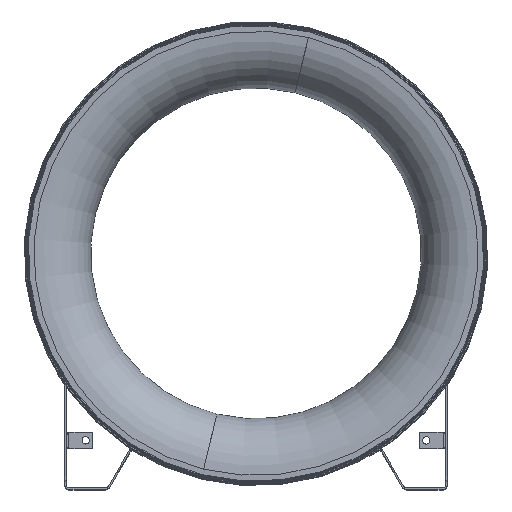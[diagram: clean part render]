
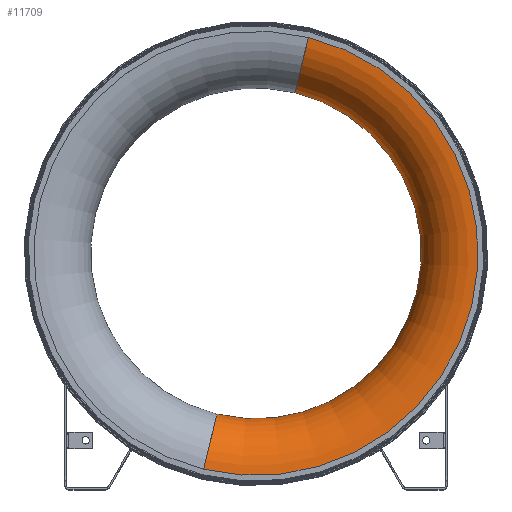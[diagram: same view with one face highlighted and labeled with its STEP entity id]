
A CAD part, top view. The second image highlights one B-rep face of the part: STEP entity #11709.
In plain terms, the highlighted toroidal (fillet/blend) face has major radius 272 mm and minor radius 69.5 mm.
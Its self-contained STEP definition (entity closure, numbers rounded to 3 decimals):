
#801 = EDGE_CURVE ( 'NONE', #6765, #1253, #18086, .T. ) ;
#926 = DIRECTION ( 'NONE',  ( 0.972, -0.236, 0. ) ) ;
#1013 = DIRECTION ( 'NONE',  ( -0.236, -0.972, 0. ) ) ;
#1253 = VERTEX_POINT ( 'NONE', #9019 ) ;
#1682 = CIRCLE ( 'NONE', #14627, 69.5 ) ;
#2448 = CARTESIAN_POINT ( 'NONE',  ( 0., 289., 199. ) ) ;
#2713 = DIRECTION ( 'NONE',  ( -0.236, -0.972, 0. ) ) ;
#2886 = ORIENTED_EDGE ( 'NONE', *, *, #18249, .F. ) ;
#4104 = DIRECTION ( 'NONE',  ( -0.972, 0.236, 0. ) ) ;
#4222 = CARTESIAN_POINT ( 'NONE',  ( -64.199, 24.685, 268.5 ) ) ;
#4880 = AXIS2_PLACEMENT_3D ( 'NONE', #12090, #926, #12375 ) ;
#5504 = DIRECTION ( 'NONE',  ( 0., 0., -1. ) ) ;
#5813 = ORIENTED_EDGE ( 'NONE', *, *, #801, .T. ) ;
#6270 = CARTESIAN_POINT ( 'NONE',  ( 0., 289., 268.5 ) ) ;
#6526 = ORIENTED_EDGE ( 'NONE', *, *, #11281, .T. ) ;
#6765 = VERTEX_POINT ( 'NONE', #13265 ) ;
#6883 = CARTESIAN_POINT ( 'NONE',  ( 64.199, 553.315, 199. ) ) ;
#6908 = CIRCLE ( 'NONE', #11027, 272. ) ;
#7201 = DIRECTION ( 'NONE',  ( 0.236, 0.972, 0. ) ) ;
#8081 = TOROIDAL_SURFACE ( 'NONE', #10440, 272., 69.5 ) ;
#9019 = CARTESIAN_POINT ( 'NONE',  ( -47.795, 92.221, 199. ) ) ;
#9973 = CARTESIAN_POINT ( 'NONE',  ( 0., 289., 199. ) ) ;
#10440 = AXIS2_PLACEMENT_3D ( 'NONE', #2448, #5504, #13827 ) ;
#10910 = EDGE_LOOP ( 'NONE', ( #5813, #17872, #6526, #2886 ) ) ;
#11027 = AXIS2_PLACEMENT_3D ( 'NONE', #6270, #13659, #1013 ) ;
#11281 = EDGE_CURVE ( 'NONE', #13693, #15202, #6908, .T. ) ;
#11709 = ADVANCED_FACE ( 'NONE', ( #17865 ), #8081, .T. ) ;
#12090 = CARTESIAN_POINT ( 'NONE',  ( -64.199, 24.685, 199. ) ) ;
#12375 = DIRECTION ( 'NONE',  ( 0.236, 0.972, 0. ) ) ;
#12832 = DIRECTION ( 'NONE',  ( 0., 0., -1. ) ) ;
#12867 = CIRCLE ( 'NONE', #4880, 69.5 ) ;
#13265 = CARTESIAN_POINT ( 'NONE',  ( 47.795, 485.779, 199. ) ) ;
#13659 = DIRECTION ( 'NONE',  ( 0., 0., 1. ) ) ;
#13693 = VERTEX_POINT ( 'NONE', #4222 ) ;
#13827 = DIRECTION ( 'NONE',  ( 0.236, 0.972, 0. ) ) ;
#14627 = AXIS2_PLACEMENT_3D ( 'NONE', #6883, #4104, #2713 ) ;
#14841 = AXIS2_PLACEMENT_3D ( 'NONE', #9973, #12832, #7201 ) ;
#15202 = VERTEX_POINT ( 'NONE', #16152 ) ;
#16152 = CARTESIAN_POINT ( 'NONE',  ( 64.199, 553.315, 268.5 ) ) ;
#17865 = FACE_OUTER_BOUND ( 'NONE', #10910, .T. ) ;
#17872 = ORIENTED_EDGE ( 'NONE', *, *, #17940, .T. ) ;
#17940 = EDGE_CURVE ( 'NONE', #1253, #13693, #12867, .T. ) ;
#18086 = CIRCLE ( 'NONE', #14841, 202.5 ) ;
#18249 = EDGE_CURVE ( 'NONE', #6765, #15202, #1682, .T. ) ;
